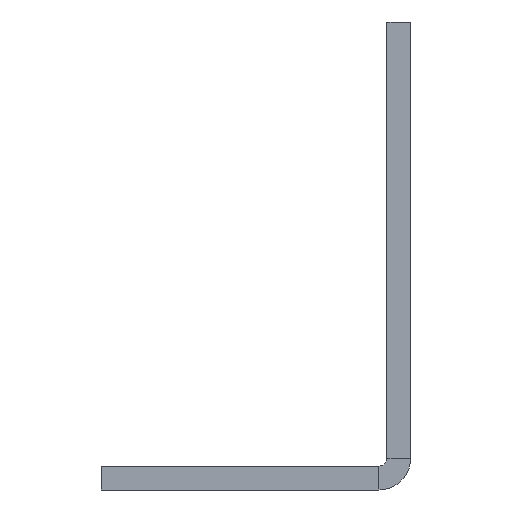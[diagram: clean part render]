
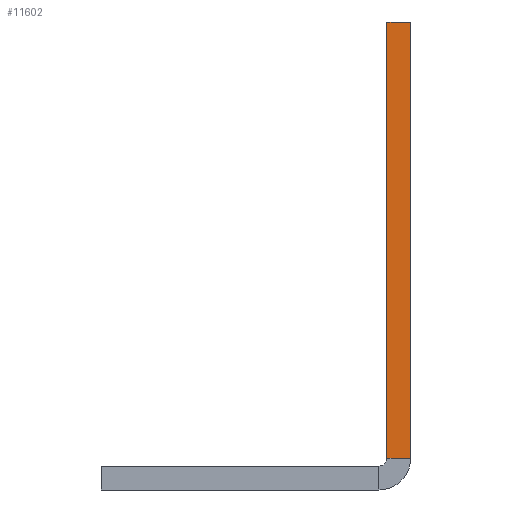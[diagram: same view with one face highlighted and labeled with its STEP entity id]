
A CAD part, front view. The second image highlights one B-rep face of the part: STEP entity #11602.
In plain terms, the highlighted planar face has unit normal (0, -1, 0).
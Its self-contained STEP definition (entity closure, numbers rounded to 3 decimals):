
#722=PLANE('',#12258);
#1258=FACE_OUTER_BOUND('',#2018,.T.);
#2018=EDGE_LOOP('',(#11007,#11008,#11009,#11010));
#2385=LINE('',#15632,#3891);
#2622=LINE('',#16148,#4128);
#3623=LINE('',#18243,#5129);
#3625=LINE('',#18248,#5131);
#3891=VECTOR('',#12601,10.);
#4128=VECTOR('',#12884,10.);
#5129=VECTOR('',#15027,10.);
#5131=VECTOR('',#15035,10.);
#5420=VERTEX_POINT('',#15629);
#5421=VERTEX_POINT('',#15631);
#5676=VERTEX_POINT('',#16145);
#5677=VERTEX_POINT('',#16147);
#6495=EDGE_CURVE('',#5421,#5420,#2385,.T.);
#6753=EDGE_CURVE('',#5677,#5676,#2622,.T.);
#7803=EDGE_CURVE('',#5676,#5421,#3623,.T.);
#7805=EDGE_CURVE('',#5677,#5420,#3625,.T.);
#11007=ORIENTED_EDGE('',*,*,#7803,.T.);
#11008=ORIENTED_EDGE('',*,*,#6495,.T.);
#11009=ORIENTED_EDGE('',*,*,#7805,.F.);
#11010=ORIENTED_EDGE('',*,*,#6753,.T.);
#11602=ADVANCED_FACE('',(#1258),#722,.T.);
#12258=AXIS2_PLACEMENT_3D('',#18247,#15033,#15034);
#12601=DIRECTION('',(0.,0.,1.));
#12884=DIRECTION('',(0.,0.,-1.));
#15027=DIRECTION('',(1.,0.,0.));
#15033=DIRECTION('center_axis',(0.,-1.,0.));
#15034=DIRECTION('ref_axis',(0.,0.,-1.));
#15035=DIRECTION('',(1.,0.,0.));
#15629=CARTESIAN_POINT('',(1.5,-436.025,14.75));
#15631=CARTESIAN_POINT('',(1.5,-436.025,-12.75));
#15632=CARTESIAN_POINT('',(1.5,-436.025,14.75));
#16145=CARTESIAN_POINT('',(0.,-436.025,-12.75));
#16147=CARTESIAN_POINT('',(0.,-436.025,14.75));
#16148=CARTESIAN_POINT('',(0.,-436.025,14.75));
#18243=CARTESIAN_POINT('',(0.,-436.025,-12.75));
#18247=CARTESIAN_POINT('Origin',(0.,-436.025,-14.75));
#18248=CARTESIAN_POINT('',(0.,-436.025,14.75));
